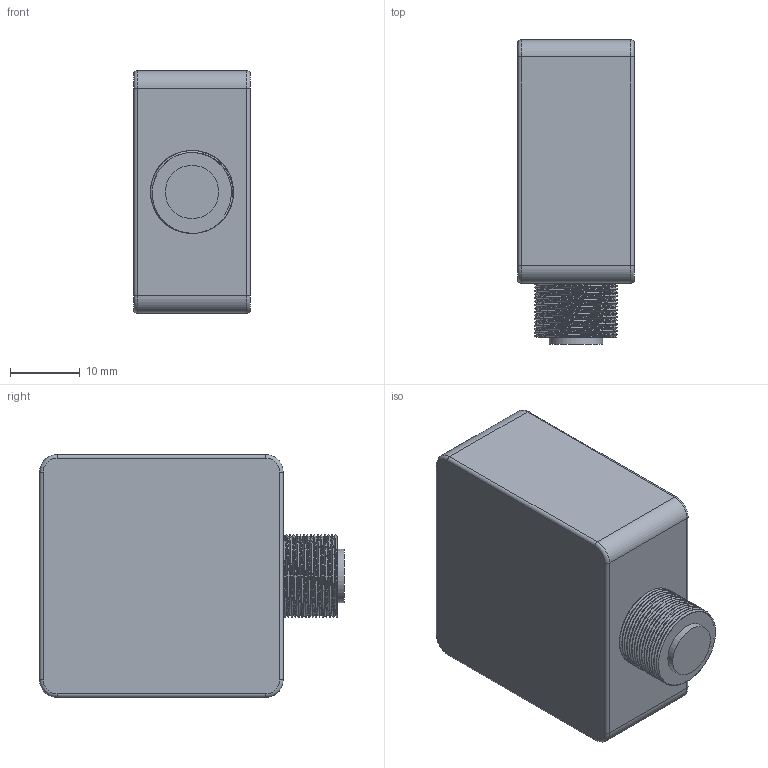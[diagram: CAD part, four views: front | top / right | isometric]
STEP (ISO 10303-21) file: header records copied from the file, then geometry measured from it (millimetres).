
FILE_DESCRIPTION(/* description */ (''),/* implementation_level */ '2;1');
FILE_NAME(/* name */ 'Tycon Circuit Breaker_v1.step',/* time_stamp */ '2021-12-11T14:12:46-07:00',/* author */ (''),/* organization */ (''),/* preprocessor_version */ 'ST-DEVELOPER v18.1',/* originating_system */ 'Autodesk Translation Framework v10.10.0.1391',/* authorisation */ '');
FILE_SCHEMA (('AUTOMOTIVE_DESIGN { 1 0 10303 214 3 1 1 }'));
Length unit declared in the file: millimetre
Products named in the file (1): Tycon Circuit Breaker
Bounding box: 16.75 x 43.8 x 34.9 mm (x, y, z)
Volume: 21229.1 mm3; surface area: 5143.1 mm2
Topology: 1 solids, 1 shells, 64 faces, 164 edges, 104 vertices
Faces by surface type: cylinder 46, torus 8, plane 8, bspline 2
Full cylindrical faces by diameter (mm): 7.65 x1, 11.348 x14, 11.927 x15
Entity records: 5664 total; most frequent: CARTESIAN_POINT 4183, ORIENTED_EDGE 328, DIRECTION 258, EDGE_CURVE 164, VERTEX_POINT 104, AXIS2_PLACEMENT_3D 101, B_SPLINE_CURVE_WITH_KNOTS 70, EDGE_LOOP 66
